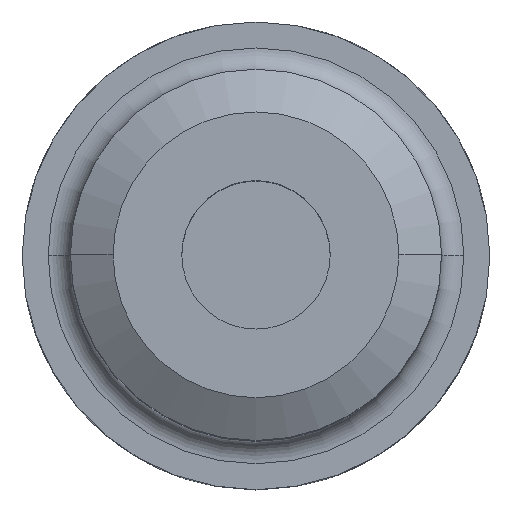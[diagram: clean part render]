
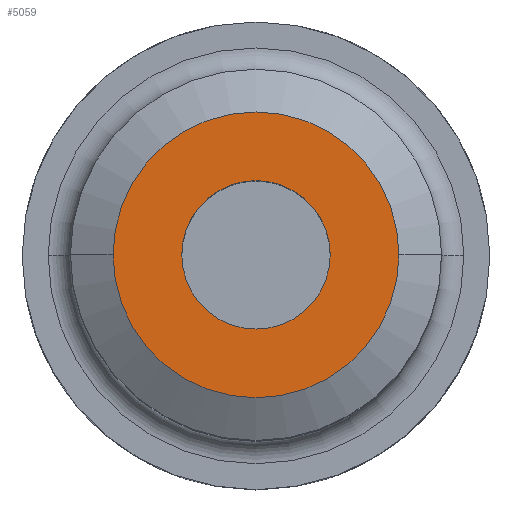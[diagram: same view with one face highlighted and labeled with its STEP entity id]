
A CAD part, top view. The second image highlights one B-rep face of the part: STEP entity #5059.
In plain terms, the highlighted planar face has unit normal (0, 0, 1).
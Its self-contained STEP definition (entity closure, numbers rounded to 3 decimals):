
#361 = ORIENTED_EDGE ( 'NONE', *, *, #1742, .F. ) ;
#474 = FACE_BOUND ( 'NONE', #1339, .T. ) ;
#599 = CARTESIAN_POINT ( 'NONE',  ( 10., 0., 100. ) ) ;
#633 = VERTEX_POINT ( 'NONE', #3513 ) ;
#708 = PLANE ( 'NONE',  #2668 ) ;
#745 = DIRECTION ( 'NONE',  ( -1., 0., 0. ) ) ;
#776 = DIRECTION ( 'NONE',  ( 0., 0., -1. ) ) ;
#816 = CARTESIAN_POINT ( 'NONE',  ( 0., 0., 100. ) ) ;
#1102 = CIRCLE ( 'NONE', #3542, 19.25 ) ;
#1111 = CARTESIAN_POINT ( 'NONE',  ( 0., 19.25, 100. ) ) ;
#1124 = VERTEX_POINT ( 'NONE', #2425 ) ;
#1253 = AXIS2_PLACEMENT_3D ( 'NONE', #2383, #5106, #2783 ) ;
#1290 = ORIENTED_EDGE ( 'NONE', *, *, #4989, .F. ) ;
#1339 = EDGE_LOOP ( 'NONE', ( #4304, #2353 ) ) ;
#1586 = AXIS2_PLACEMENT_3D ( 'NONE', #4630, #2297, #5025 ) ;
#1742 = EDGE_CURVE ( 'NONE', #3749, #1124, #1102, .T. ) ;
#1760 = CARTESIAN_POINT ( 'NONE',  ( 0., 0., 100. ) ) ;
#1843 = CIRCLE ( 'NONE', #1253, 10. ) ;
#1916 = DIRECTION ( 'NONE',  ( 0., 0., 1. ) ) ;
#2170 = DIRECTION ( 'NONE',  ( -1., 0., 0. ) ) ;
#2297 = DIRECTION ( 'NONE',  ( 0., 0., -1. ) ) ;
#2353 = ORIENTED_EDGE ( 'NONE', *, *, #3954, .T. ) ;
#2383 = CARTESIAN_POINT ( 'NONE',  ( 0., 0., 100. ) ) ;
#2425 = CARTESIAN_POINT ( 'NONE',  ( -19.25, 0., 100. ) ) ;
#2586 = FACE_OUTER_BOUND ( 'NONE', #2965, .T. ) ;
#2668 = AXIS2_PLACEMENT_3D ( 'NONE', #1111, #1916, #4643 ) ;
#2783 = DIRECTION ( 'NONE',  ( -1., 0., 0. ) ) ;
#2965 = EDGE_LOOP ( 'NONE', ( #1290, #361 ) ) ;
#3046 = VERTEX_POINT ( 'NONE', #599 ) ;
#3329 = CARTESIAN_POINT ( 'NONE',  ( 19.25, 0., 100. ) ) ;
#3513 = CARTESIAN_POINT ( 'NONE',  ( -10., 0., 100. ) ) ;
#3542 = AXIS2_PLACEMENT_3D ( 'NONE', #816, #776, #745 ) ;
#3621 = CIRCLE ( 'NONE', #1586, 19.25 ) ;
#3749 = VERTEX_POINT ( 'NONE', #3329 ) ;
#3954 = EDGE_CURVE ( 'NONE', #3046, #633, #4871, .T. ) ;
#4304 = ORIENTED_EDGE ( 'NONE', *, *, #4380, .T. ) ;
#4380 = EDGE_CURVE ( 'NONE', #633, #3046, #1843, .T. ) ;
#4512 = DIRECTION ( 'NONE',  ( 0., 0., -1. ) ) ;
#4630 = CARTESIAN_POINT ( 'NONE',  ( 0., 0., 100. ) ) ;
#4643 = DIRECTION ( 'NONE',  ( 1., 0., 0. ) ) ;
#4867 = AXIS2_PLACEMENT_3D ( 'NONE', #1760, #4512, #2170 ) ;
#4871 = CIRCLE ( 'NONE', #4867, 10. ) ;
#4989 = EDGE_CURVE ( 'NONE', #1124, #3749, #3621, .T. ) ;
#5025 = DIRECTION ( 'NONE',  ( -1., 0., 0. ) ) ;
#5059 = ADVANCED_FACE ( 'NONE', ( #474, #2586 ), #708, .T. ) ;
#5106 = DIRECTION ( 'NONE',  ( 0., 0., -1. ) ) ;
